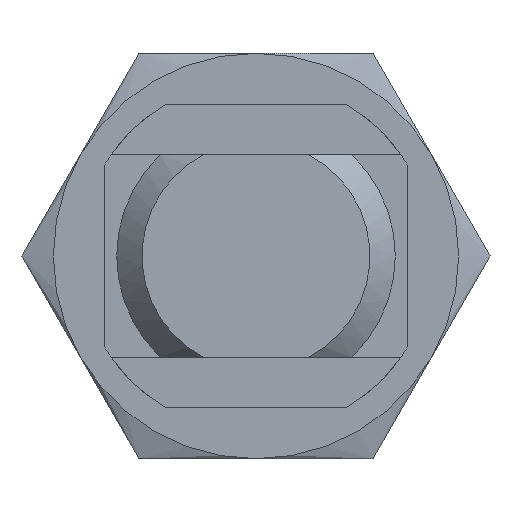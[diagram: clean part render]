
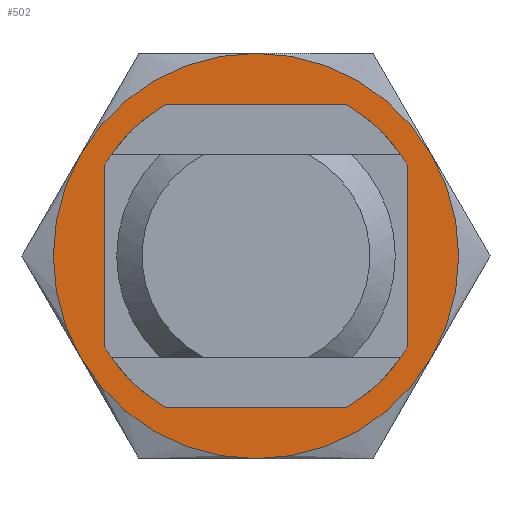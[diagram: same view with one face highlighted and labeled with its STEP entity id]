
A CAD part, left-side view. The second image highlights one B-rep face of the part: STEP entity #502.
In plain terms, the highlighted planar face has unit normal (-1, 0, 0).
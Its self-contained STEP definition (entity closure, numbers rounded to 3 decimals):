
#5 = CARTESIAN_POINT ( 'NONE',  ( 5., 0., 0. ) ) ;
#50 = CARTESIAN_POINT ( 'NONE',  ( 5., 13.856, 8. ) ) ;
#69 = VERTEX_POINT ( 'NONE', #238 ) ;
#210 = AXIS2_PLACEMENT_3D ( 'NONE', #1212, #2666, #543 ) ;
#238 = CARTESIAN_POINT ( 'NONE',  ( 5., 0., -11. ) ) ;
#243 = CARTESIAN_POINT ( 'NONE',  ( 5., 0., 0. ) ) ;
#244 = EDGE_CURVE ( 'NONE', #252, #69, #1561, .T. ) ;
#252 = VERTEX_POINT ( 'NONE', #4289 ) ;
#346 = AXIS2_PLACEMENT_3D ( 'NONE', #1319, #608, #2268 ) ;
#384 = EDGE_CURVE ( 'NONE', #3796, #2930, #727, .T. ) ;
#502 = ADVANCED_FACE ( 'NONE', ( #3229, #2140 ), #1073, .F. ) ;
#543 = DIRECTION ( 'NONE',  ( 0., 0., -1. ) ) ;
#580 = AXIS2_PLACEMENT_3D ( 'NONE', #2856, #4210, #2511 ) ;
#608 = DIRECTION ( 'NONE',  ( -1., 0., 0. ) ) ;
#706 = EDGE_CURVE ( 'NONE', #1380, #3796, #1939, .T. ) ;
#727 = CIRCLE ( 'NONE', #346, 16. ) ;
#758 = DIRECTION ( 'NONE',  ( -1., 0., 0. ) ) ;
#823 = EDGE_CURVE ( 'NONE', #4149, #3418, #3127, .T. ) ;
#849 = CARTESIAN_POINT ( 'NONE',  ( 5., 0., 16. ) ) ;
#1057 = ORIENTED_EDGE ( 'NONE', *, *, #823, .T. ) ;
#1073 = PLANE ( 'NONE',  #580 ) ;
#1183 = AXIS2_PLACEMENT_3D ( 'NONE', #1540, #2298, #1599 ) ;
#1190 = CARTESIAN_POINT ( 'NONE',  ( 5., 0., 0. ) ) ;
#1212 = CARTESIAN_POINT ( 'NONE',  ( 5., 0., 0. ) ) ;
#1319 = CARTESIAN_POINT ( 'NONE',  ( 5., 0., 0. ) ) ;
#1380 = VERTEX_POINT ( 'NONE', #3120 ) ;
#1423 = EDGE_CURVE ( 'NONE', #3418, #3611, #1713, .T. ) ;
#1444 = DIRECTION ( 'NONE',  ( 0., 0., -1. ) ) ;
#1540 = CARTESIAN_POINT ( 'NONE',  ( 5., 0., 0. ) ) ;
#1561 = CIRCLE ( 'NONE', #4482, 11. ) ;
#1599 = DIRECTION ( 'NONE',  ( 0., 0., -1. ) ) ;
#1644 = DIRECTION ( 'NONE',  ( -1., 0., 0. ) ) ;
#1691 = DIRECTION ( 'NONE',  ( -1., 0., 0. ) ) ;
#1713 = CIRCLE ( 'NONE', #2016, 16. ) ;
#1765 = ORIENTED_EDGE ( 'NONE', *, *, #4359, .T. ) ;
#1797 = CIRCLE ( 'NONE', #210, 16. ) ;
#1802 = CARTESIAN_POINT ( 'NONE',  ( 5., 0., 0. ) ) ;
#1930 = ORIENTED_EDGE ( 'NONE', *, *, #4334, .T. ) ;
#1939 = CIRCLE ( 'NONE', #2537, 16. ) ;
#1943 = CIRCLE ( 'NONE', #2543, 16. ) ;
#1986 = EDGE_LOOP ( 'NONE', ( #3989, #4050 ) ) ;
#2016 = AXIS2_PLACEMENT_3D ( 'NONE', #5, #758, #2531 ) ;
#2140 = FACE_OUTER_BOUND ( 'NONE', #2303, .T. ) ;
#2268 = DIRECTION ( 'NONE',  ( 0., 0., -1. ) ) ;
#2280 = DIRECTION ( 'NONE',  ( -1., 0., 0. ) ) ;
#2298 = DIRECTION ( 'NONE',  ( -1., 0., 0. ) ) ;
#2303 = EDGE_LOOP ( 'NONE', ( #1765, #4085, #2401, #1930, #1057, #2620 ) ) ;
#2310 = AXIS2_PLACEMENT_3D ( 'NONE', #243, #1691, #4541 ) ;
#2401 = ORIENTED_EDGE ( 'NONE', *, *, #384, .T. ) ;
#2511 = DIRECTION ( 'NONE',  ( 0., -1., 0. ) ) ;
#2531 = DIRECTION ( 'NONE',  ( 0., 0., -1. ) ) ;
#2537 = AXIS2_PLACEMENT_3D ( 'NONE', #1190, #2280, #2648 ) ;
#2543 = AXIS2_PLACEMENT_3D ( 'NONE', #3039, #1644, #3710 ) ;
#2620 = ORIENTED_EDGE ( 'NONE', *, *, #1423, .T. ) ;
#2648 = DIRECTION ( 'NONE',  ( 0., 0., -1. ) ) ;
#2666 = DIRECTION ( 'NONE',  ( -1., 0., 0. ) ) ;
#2856 = CARTESIAN_POINT ( 'NONE',  ( 5., 0., 0. ) ) ;
#2930 = VERTEX_POINT ( 'NONE', #849 ) ;
#3006 = CARTESIAN_POINT ( 'NONE',  ( 5., 0., -16. ) ) ;
#3039 = CARTESIAN_POINT ( 'NONE',  ( 5., 0., 0. ) ) ;
#3120 = CARTESIAN_POINT ( 'NONE',  ( 5., -13.856, -8. ) ) ;
#3127 = CIRCLE ( 'NONE', #2310, 16. ) ;
#3219 = DIRECTION ( 'NONE',  ( -1., 0., 0. ) ) ;
#3229 = FACE_BOUND ( 'NONE', #1986, .T. ) ;
#3255 = CARTESIAN_POINT ( 'NONE',  ( 5., 13.856, -8. ) ) ;
#3418 = VERTEX_POINT ( 'NONE', #3255 ) ;
#3611 = VERTEX_POINT ( 'NONE', #3006 ) ;
#3710 = DIRECTION ( 'NONE',  ( 0., 0., -1. ) ) ;
#3796 = VERTEX_POINT ( 'NONE', #3933 ) ;
#3933 = CARTESIAN_POINT ( 'NONE',  ( 5., -13.856, 8. ) ) ;
#3953 = CIRCLE ( 'NONE', #1183, 11. ) ;
#3989 = ORIENTED_EDGE ( 'NONE', *, *, #4307, .F. ) ;
#4050 = ORIENTED_EDGE ( 'NONE', *, *, #244, .F. ) ;
#4085 = ORIENTED_EDGE ( 'NONE', *, *, #706, .T. ) ;
#4149 = VERTEX_POINT ( 'NONE', #50 ) ;
#4210 = DIRECTION ( 'NONE',  ( 1., 0., 0. ) ) ;
#4289 = CARTESIAN_POINT ( 'NONE',  ( 5., 0., 11. ) ) ;
#4307 = EDGE_CURVE ( 'NONE', #69, #252, #3953, .T. ) ;
#4334 = EDGE_CURVE ( 'NONE', #2930, #4149, #1797, .T. ) ;
#4359 = EDGE_CURVE ( 'NONE', #3611, #1380, #1943, .T. ) ;
#4482 = AXIS2_PLACEMENT_3D ( 'NONE', #1802, #3219, #1444 ) ;
#4541 = DIRECTION ( 'NONE',  ( 0., 0., -1. ) ) ;
